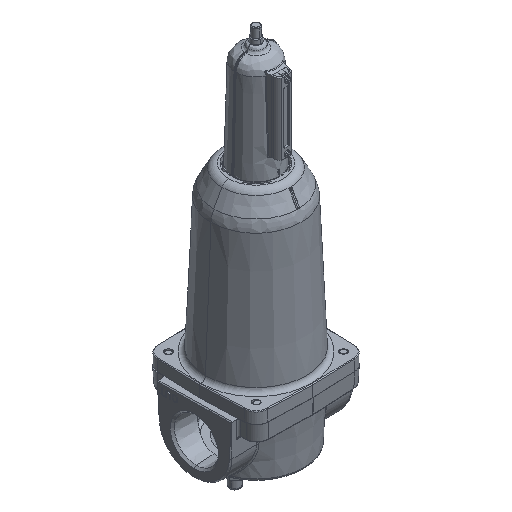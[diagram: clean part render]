
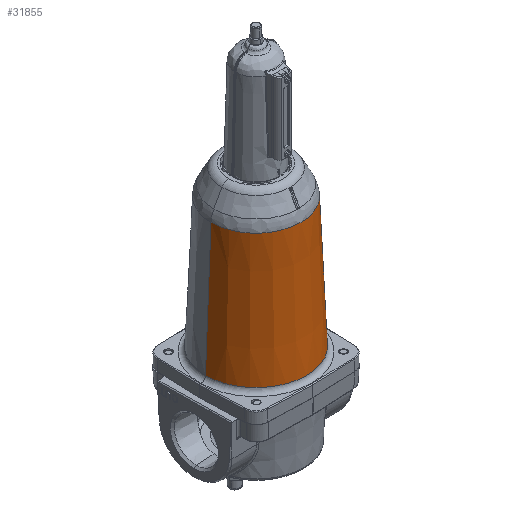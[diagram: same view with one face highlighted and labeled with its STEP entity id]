
A CAD part, isometric view. The second image highlights one B-rep face of the part: STEP entity #31855.
In plain terms, the highlighted conical face has half-angle 2.45 degrees and reference radius 57.292 mm.
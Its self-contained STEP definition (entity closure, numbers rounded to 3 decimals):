
#737 = CARTESIAN_POINT ( 'NONE',  ( 0., -76.685, 57.589 ) ) ;
#1443 = ORIENTED_EDGE ( 'NONE', *, *, #42229, .F. ) ;
#3680 = DIRECTION ( 'NONE',  ( 0., 1., 0. ) ) ;
#4665 = AXIS2_PLACEMENT_3D ( 'NONE', #23239, #11286, #32131 ) ;
#5617 = ORIENTED_EDGE ( 'NONE', *, *, #8334, .T. ) ;
#8334 = EDGE_CURVE ( 'NONE', #28655, #24513, #30592, .T. ) ;
#8351 = ORIENTED_EDGE ( 'NONE', *, *, #20541, .T. ) ;
#9672 = DIRECTION ( 'NONE',  ( 0., 0.999, -0.043 ) ) ;
#11286 = DIRECTION ( 'NONE',  ( 0., 1., 0. ) ) ;
#15360 = VECTOR ( 'NONE', #33428, 1000. ) ;
#16313 = CARTESIAN_POINT ( 'NONE',  ( 0., -83.622, 0. ) ) ;
#18046 = VERTEX_POINT ( 'NONE', #31678 ) ;
#20541 = EDGE_CURVE ( 'NONE', #24513, #18046, #33245, .T. ) ;
#21864 = CIRCLE ( 'NONE', #31976, 64.697 ) ;
#23113 = CONICAL_SURFACE ( 'NONE', #34703, 57.292, 0.043 ) ;
#23239 = CARTESIAN_POINT ( 'NONE',  ( 0., -76.685, 0. ) ) ;
#23331 = DIRECTION ( 'NONE',  ( 0., -1., 0. ) ) ;
#24513 = VERTEX_POINT ( 'NONE', #34102 ) ;
#28655 = VERTEX_POINT ( 'NONE', #737 ) ;
#28660 = DIRECTION ( 'NONE',  ( 0., 0., 1. ) ) ;
#29550 = EDGE_LOOP ( 'NONE', ( #5617, #8351, #52076, #1443 ) ) ;
#30592 = CIRCLE ( 'NONE', #4665, 57.589 ) ;
#31678 = CARTESIAN_POINT ( 'NONE',  ( 0., 89.434, -64.697 ) ) ;
#31719 = FACE_OUTER_BOUND ( 'NONE', #29550, .T. ) ;
#31855 = ADVANCED_FACE ( 'NONE', ( #31719 ), #23113, .T. ) ;
#31976 = AXIS2_PLACEMENT_3D ( 'NONE', #52582, #23331, #52764 ) ;
#32131 = DIRECTION ( 'NONE',  ( 0., 0., -1. ) ) ;
#33245 = LINE ( 'NONE', #39480, #46325 ) ;
#33428 = DIRECTION ( 'NONE',  ( 0., 0.999, 0.043 ) ) ;
#33438 = CARTESIAN_POINT ( 'NONE',  ( 0., 89.434, 64.697 ) ) ;
#34102 = CARTESIAN_POINT ( 'NONE',  ( 0., -76.685, -57.589 ) ) ;
#34703 = AXIS2_PLACEMENT_3D ( 'NONE', #16313, #3680, #28660 ) ;
#37446 = CARTESIAN_POINT ( 'NONE',  ( 0., -83.622, 57.292 ) ) ;
#39480 = CARTESIAN_POINT ( 'NONE',  ( 0., -83.622, -57.292 ) ) ;
#42229 = EDGE_CURVE ( 'NONE', #28655, #44305, #43028, .T. ) ;
#42809 = EDGE_CURVE ( 'NONE', #18046, #44305, #21864, .T. ) ;
#43028 = LINE ( 'NONE', #37446, #15360 ) ;
#44305 = VERTEX_POINT ( 'NONE', #33438 ) ;
#46325 = VECTOR ( 'NONE', #9672, 1000. ) ;
#52076 = ORIENTED_EDGE ( 'NONE', *, *, #42809, .T. ) ;
#52582 = CARTESIAN_POINT ( 'NONE',  ( 0., 89.434, 0. ) ) ;
#52764 = DIRECTION ( 'NONE',  ( 0., 0., -1. ) ) ;
